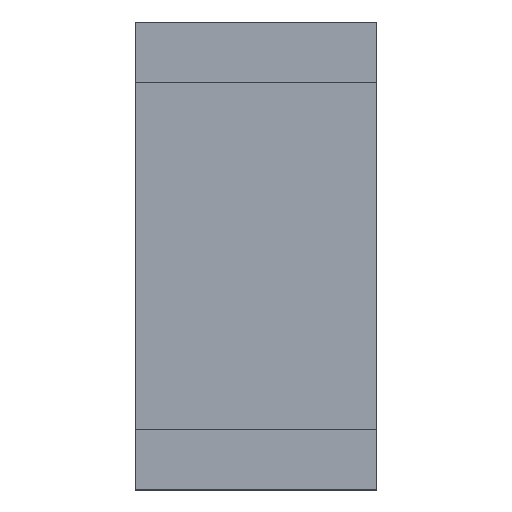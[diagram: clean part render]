
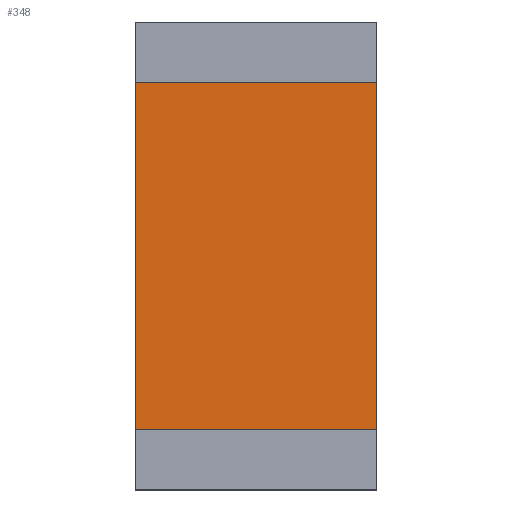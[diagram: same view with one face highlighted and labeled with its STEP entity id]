
A CAD part, top view. The second image highlights one B-rep face of the part: STEP entity #348.
In plain terms, the highlighted planar face has unit normal (0, 0, 1).
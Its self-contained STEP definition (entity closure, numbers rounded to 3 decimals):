
#348=ADVANCED_FACE('',(#576),#578,.T.);
#576=FACE_BOUND('',#577,.T.);
#577=EDGE_LOOP('',(#726,#727,#728,#729));
#578=PLANE('',#579);
#579=AXIS2_PLACEMENT_3D('',#580,#581,#582);
#580=CARTESIAN_POINT('',(-1.8,2.7,0.55));
#581=DIRECTION('',(0.,0.,1.));
#582=DIRECTION('',(0.,-1.,0.));
#726=ORIENTED_EDGE('',*,*,#794,.F.);
#727=ORIENTED_EDGE('',*,*,#804,.T.);
#728=ORIENTED_EDGE('',*,*,#805,.F.);
#729=ORIENTED_EDGE('',*,*,#798,.F.);
#794=EDGE_CURVE('',#906,#907,#908,.F.);
#798=EDGE_CURVE('',#907,#914,#915,.T.);
#804=EDGE_CURVE('',#906,#922,#924,.T.);
#805=EDGE_CURVE('',#914,#922,#925,.T.);
#906=VERTEX_POINT('',#1146);
#907=VERTEX_POINT('',#1147);
#908=LINE('',#1148,#1149);
#914=VERTEX_POINT('',#1162);
#915=LINE('',#1163,#1164);
#922=VERTEX_POINT('',#1180);
#924=LINE('',#1184,#1185);
#925=LINE('',#1187,#1188);
#1146=CARTESIAN_POINT('',(-0.8,0.4,0.55));
#1147=CARTESIAN_POINT('',(-0.8,2.7,0.55));
#1148=CARTESIAN_POINT('',(-0.8,2.7,0.55));
#1149=VECTOR('',#1150,1.);
#1150=DIRECTION('',(0.,-1.,0.));
#1162=CARTESIAN_POINT('',(0.8,2.7,0.55));
#1163=CARTESIAN_POINT('',(-0.8,2.7,0.55));
#1164=VECTOR('',#1165,1.);
#1165=DIRECTION('',(1.,0.,0.));
#1180=CARTESIAN_POINT('',(0.8,0.4,0.55));
#1184=CARTESIAN_POINT('',(-0.8,0.4,0.55));
#1185=VECTOR('',#1186,1.);
#1186=DIRECTION('',(1.,0.,0.));
#1187=CARTESIAN_POINT('',(0.8,2.7,0.55));
#1188=VECTOR('',#1189,1.);
#1189=DIRECTION('',(0.,-1.,0.));
